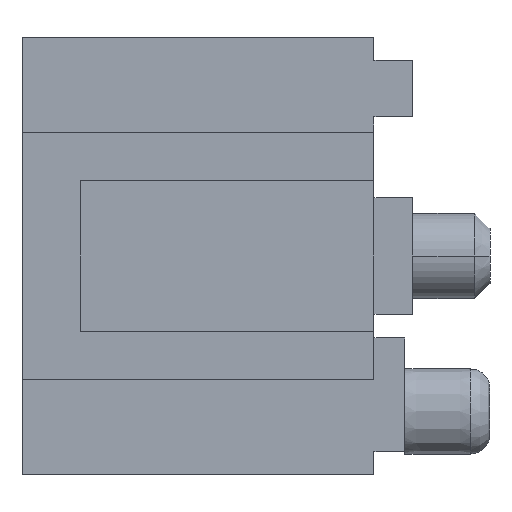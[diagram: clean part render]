
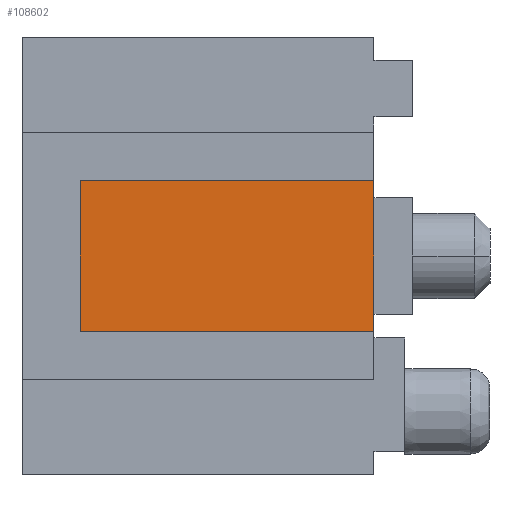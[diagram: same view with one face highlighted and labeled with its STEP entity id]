
A CAD part, left-side view. The second image highlights one B-rep face of the part: STEP entity #108602.
In plain terms, the highlighted planar face has unit normal (-1, 0, 0).
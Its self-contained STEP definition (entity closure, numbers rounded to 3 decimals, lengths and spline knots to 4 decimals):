
#4850=DIRECTION('',(0.,0.,-1.));
#4851=VECTOR('',#4850,1.95);
#4852=CARTESIAN_POINT('',(-18.85,0.5,0.975));
#4853=LINE('',#4852,#4851);
#4854=DIRECTION('',(0.,1.,0.));
#4855=VECTOR('',#4854,3.8);
#4856=CARTESIAN_POINT('',(-18.85,0.5,-0.975));
#4857=LINE('',#4856,#4855);
#4858=DIRECTION('',(0.,0.,1.));
#4859=VECTOR('',#4858,1.95);
#4860=CARTESIAN_POINT('',(-18.85,4.3,-0.975));
#4861=LINE('',#4860,#4859);
#4862=DIRECTION('',(0.,-1.,0.));
#4863=VECTOR('',#4862,3.8);
#4864=CARTESIAN_POINT('',(-18.85,4.3,0.975));
#4865=LINE('',#4864,#4863);
#96822=CARTESIAN_POINT('',(-18.85,0.5,-0.975));
#96823=VERTEX_POINT('',#96822);
#96824=CARTESIAN_POINT('',(-18.85,0.5,0.975));
#96825=VERTEX_POINT('',#96824);
#96830=CARTESIAN_POINT('',(-18.85,4.3,-0.975));
#96831=VERTEX_POINT('',#96830);
#96832=CARTESIAN_POINT('',(-18.85,4.3,0.975));
#96833=VERTEX_POINT('',#96832);
#108591=CARTESIAN_POINT('',(-18.85,2.4,0.));
#108592=DIRECTION('',(1.,0.,0.));
#108593=DIRECTION('',(0.,0.,1.));
#108594=AXIS2_PLACEMENT_3D('',#108591,#108592,#108593);
#108595=PLANE('',#108594);
#108596=ORIENTED_EDGE('',*,*,#108528,.T.);
#108597=ORIENTED_EDGE('',*,*,#108559,.T.);
#108598=ORIENTED_EDGE('',*,*,#108572,.T.);
#108599=ORIENTED_EDGE('',*,*,#108584,.T.);
#108600=EDGE_LOOP('',(#108596,#108597,#108598,#108599));
#108601=FACE_OUTER_BOUND('',#108600,.F.);
#108602=ADVANCED_FACE('',(#108601),#108595,.F.);
#108528=EDGE_CURVE('',#96825,#96823,#4853,.T.);
#108559=EDGE_CURVE('',#96823,#96831,#4857,.T.);
#108572=EDGE_CURVE('',#96831,#96833,#4861,.T.);
#108584=EDGE_CURVE('',#96833,#96825,#4865,.T.);
